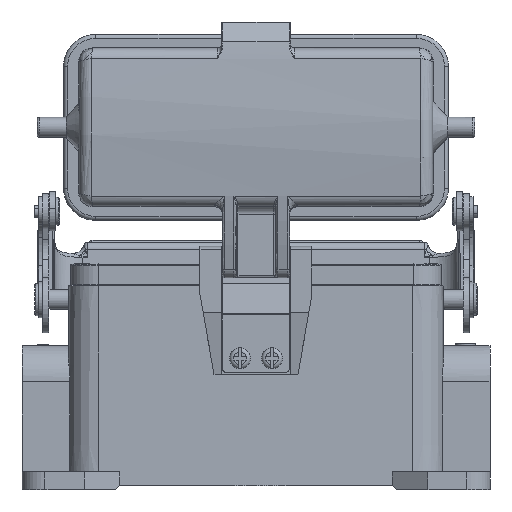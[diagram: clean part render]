
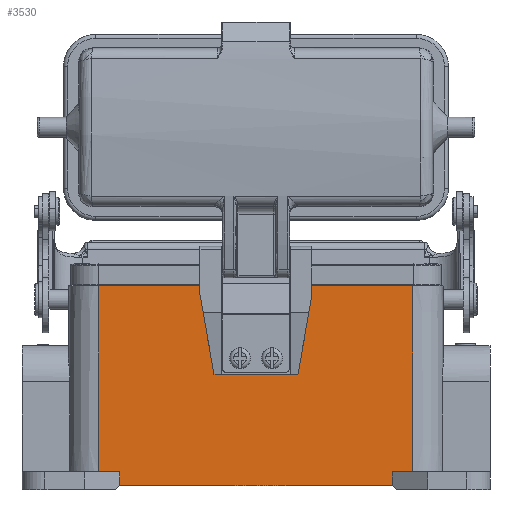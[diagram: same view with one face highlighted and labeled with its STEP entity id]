
A CAD part, front view. The second image highlights one B-rep face of the part: STEP entity #3530.
In plain terms, the highlighted planar face has unit normal (0, -1, 0.009).
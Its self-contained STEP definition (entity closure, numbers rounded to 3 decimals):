
#3530=ADVANCED_FACE('',(#6212),#5342,.T.);
#5342=PLANE('',#34979);
#6212=FACE_OUTER_BOUND('',#8063,.T.);
#8063=EDGE_LOOP('',(#12936,#12937,#12938,#12939,#12940,#12941,#12942,#12943,
#12944,#12945,#12946,#12947));
#12936=ORIENTED_EDGE('',*,*,#25600,.T.);
#12937=ORIENTED_EDGE('',*,*,#25584,.T.);
#12938=ORIENTED_EDGE('',*,*,#25402,.F.);
#12939=ORIENTED_EDGE('',*,*,#25394,.T.);
#12940=ORIENTED_EDGE('',*,*,#25387,.F.);
#12941=ORIENTED_EDGE('',*,*,#25603,.T.);
#12942=ORIENTED_EDGE('',*,*,#25349,.F.);
#12943=ORIENTED_EDGE('',*,*,#25337,.T.);
#12944=ORIENTED_EDGE('',*,*,#25328,.T.);
#12945=ORIENTED_EDGE('',*,*,#25312,.T.);
#12946=ORIENTED_EDGE('',*,*,#25311,.F.);
#12947=ORIENTED_EDGE('',*,*,#25602,.F.);
#21874=VERTEX_POINT('',#46745);
#21875=VERTEX_POINT('',#46747);
#21876=VERTEX_POINT('',#46751);
#21889=VERTEX_POINT('',#46794);
#21895=VERTEX_POINT('',#46817);
#21905=VERTEX_POINT('',#46852);
#21926=VERTEX_POINT('',#46921);
#21928=VERTEX_POINT('',#46925);
#21933=VERTEX_POINT('',#46941);
#21940=VERTEX_POINT('',#46957);
#22060=VERTEX_POINT('',#47469);
#22069=VERTEX_POINT('',#47501);
#25311=EDGE_CURVE('',#21875,#21874,#30156,.T.);
#25312=EDGE_CURVE('',#21876,#21874,#30157,.T.);
#25328=EDGE_CURVE('',#21889,#21876,#30169,.T.);
#25337=EDGE_CURVE('',#21895,#21889,#30174,.T.);
#25349=EDGE_CURVE('',#21895,#21905,#30181,.T.);
#25387=EDGE_CURVE('',#21928,#21926,#30210,.T.);
#25394=EDGE_CURVE('',#21933,#21926,#30213,.T.);
#25402=EDGE_CURVE('',#21933,#21940,#30220,.T.);
#25584=EDGE_CURVE('',#22060,#21940,#30354,.T.);
#25600=EDGE_CURVE('',#22069,#22060,#30367,.T.);
#25602=EDGE_CURVE('',#22069,#21875,#30369,.T.);
#25603=EDGE_CURVE('',#21928,#21905,#30370,.T.);
#30156=LINE('',#46748,#32472);
#30157=LINE('',#46750,#32473);
#30169=LINE('',#46793,#32485);
#30174=LINE('',#46816,#32490);
#30181=LINE('',#46851,#32497);
#30210=LINE('',#46926,#32526);
#30213=LINE('',#46940,#32529);
#30220=LINE('',#46956,#32536);
#30354=LINE('',#47468,#32670);
#30367=LINE('',#47500,#32683);
#30369=LINE('',#47504,#32685);
#30370=LINE('',#47506,#32686);
#32472=VECTOR('',#38280,1.);
#32473=VECTOR('',#38283,1.);
#32485=VECTOR('',#38307,1.);
#32490=VECTOR('',#38320,1.);
#32497=VECTOR('',#38339,1.);
#32526=VECTOR('',#38412,1.);
#32529=VECTOR('',#38429,1.);
#32536=VECTOR('',#38440,1.);
#32670=VECTOR('',#38724,1.);
#32683=VECTOR('',#38757,1.);
#32685=VECTOR('',#38761,1.);
#32686=VECTOR('',#38764,1.);
#34979=AXIS2_PLACEMENT_3D('',#47507,#38765,#38766);
#38280=DIRECTION('',(1.,0.,0.));
#38283=DIRECTION('',(0.,-0.009,-1.));
#38307=DIRECTION('',(-1.,0.,0.));
#38320=DIRECTION('',(0.,0.009,1.));
#38339=DIRECTION('',(-1.,0.,0.));
#38412=DIRECTION('',(-1.,0.,0.));
#38429=DIRECTION('',(0.,-0.009,-1.));
#38440=DIRECTION('',(-1.,0.,0.));
#38724=DIRECTION('',(0.,-0.009,-1.));
#38757=DIRECTION('',(-1.,0.,0.));
#38761=DIRECTION('',(0.,-0.009,-1.));
#38764=DIRECTION('',(0.,0.009,1.));
#38765=DIRECTION('',(0.,-1.,0.009));
#38766=DIRECTION('',(-1.,0.,0.));
#46745=CARTESIAN_POINT('',(1.6,-21.526,21.5));
#46747=CARTESIAN_POINT('',(-1.6,-21.526,21.5));
#46748=CARTESIAN_POINT('',(-1.6,-21.526,21.5));
#46750=CARTESIAN_POINT('',(1.6,-21.5,24.5));
#46751=CARTESIAN_POINT('',(1.6,-21.5,24.5));
#46793=CARTESIAN_POINT('',(39.25,-21.5,24.5));
#46794=CARTESIAN_POINT('',(39.25,-21.5,24.5));
#46816=CARTESIAN_POINT('',(39.25,-21.906,-22.));
#46817=CARTESIAN_POINT('',(39.25,-21.906,-22.));
#46851=CARTESIAN_POINT('',(39.25,-21.906,-22.));
#46852=CARTESIAN_POINT('',(34.,-21.906,-22.));
#46921=CARTESIAN_POINT('',(-34.,-21.936,-25.5));
#46925=CARTESIAN_POINT('',(34.,-21.936,-25.5));
#46926=CARTESIAN_POINT('',(34.,-21.936,-25.5));
#46940=CARTESIAN_POINT('',(-34.,-21.906,-22.));
#46941=CARTESIAN_POINT('',(-34.,-21.906,-22.));
#46956=CARTESIAN_POINT('',(-34.,-21.906,-22.));
#46957=CARTESIAN_POINT('',(-39.25,-21.906,-22.));
#47468=CARTESIAN_POINT('',(-39.25,-21.5,24.5));
#47469=CARTESIAN_POINT('',(-39.25,-21.5,24.5));
#47500=CARTESIAN_POINT('',(-1.6,-21.5,24.5));
#47501=CARTESIAN_POINT('',(-1.6,-21.5,24.5));
#47504=CARTESIAN_POINT('',(-1.6,-21.5,24.5));
#47506=CARTESIAN_POINT('',(34.,-21.936,-25.5));
#47507=CARTESIAN_POINT('',(-41.628,-21.5,24.5));
